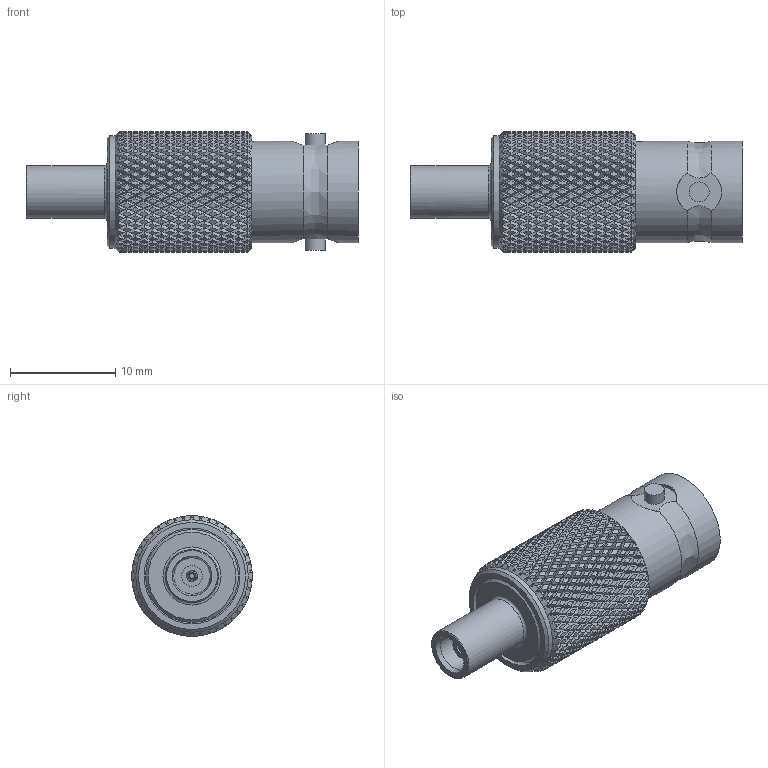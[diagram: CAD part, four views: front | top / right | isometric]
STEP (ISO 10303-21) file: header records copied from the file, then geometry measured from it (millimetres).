
FILE_DESCRIPTION (( 'STEP AP203' ), '1' );
FILE_NAME ('PE9466_3D.step', '2021-03-09T17:05:37', ( '' ), ( '' ), 'SwSTEP 2.0', 'SolidWorks 2020', '' );
FILE_SCHEMA (( 'CONFIG_CONTROL_DESIGN' ));
Products named in the file (1): PE9466_3D
Bounding box: 31.5 x 11.43 x 11.43 mm (x, y, z)
Volume: 1772.4 mm3; surface area: 1874 mm2
Topology: 1 solids, 1 shells, 3625 faces, 7464 edges, 3853 vertices
Faces by surface type: bspline 2858, cylinder 695, plane 52, cone 19, torus 1
Full cylindrical faces by diameter (mm): 0.464 x1, 1.045 x1, 1.27 x1, 1.905 x2, 1.983 x1, 3.447 x1, 4.572 x1, 5 x1, 8.255 x1, 8.804 x1, 9.058 x1, 9.601 x2, 10.668 x1
Entity records: 158387 total; most frequent: CARTESIAN_POINT 114117, ORIENTED_EDGE 14854, EDGE_CURVE 7427, VERTEX_POINT 3843, EDGE_LOOP 3662, FACE_OUTER_BOUND 3640, ADVANCED_FACE 3624, B_SPLINE_CURVE_WITH_KNOTS 3152
